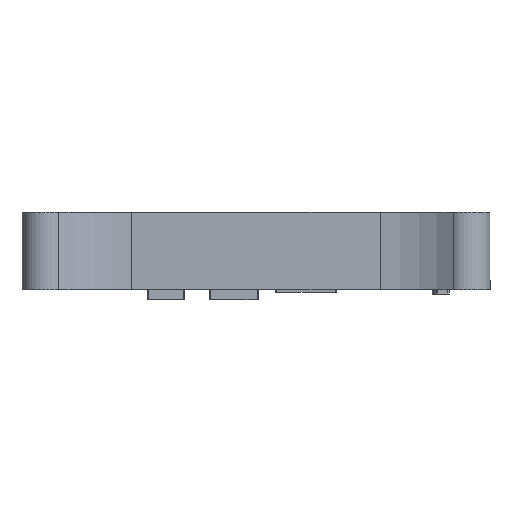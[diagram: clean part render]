
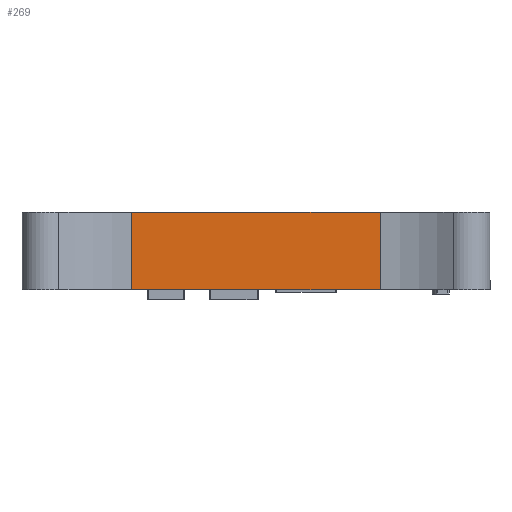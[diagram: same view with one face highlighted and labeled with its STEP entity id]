
A CAD part, front view. The second image highlights one B-rep face of the part: STEP entity #269.
In plain terms, the highlighted planar face has unit normal (0, -1, 0).
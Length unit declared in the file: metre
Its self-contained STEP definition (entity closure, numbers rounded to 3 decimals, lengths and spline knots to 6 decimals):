
#269 = ADVANCED_FACE( '', ( #617 ), #618, .T. );
#617 = FACE_OUTER_BOUND( '', #1054, .T. );
#618 = PLANE( '', #1055 );
#1054 = EDGE_LOOP( '', ( #1854, #1855, #1856, #1857 ) );
#1055 = AXIS2_PLACEMENT_3D( '', #1858, #1859, #1860 );
#1854 = ORIENTED_EDGE( '', *, *, #2911, .T. );
#1855 = ORIENTED_EDGE( '', *, *, #2851, .T. );
#1856 = ORIENTED_EDGE( '', *, *, #2912, .F. );
#1857 = ORIENTED_EDGE( '', *, *, #2913, .F. );
#1858 = CARTESIAN_POINT( '', ( 0.018097, 0.00127, 0. ) );
#1859 = DIRECTION( '', ( 0., -1., 0. ) );
#1860 = DIRECTION( '', ( 0., 0., -1. ) );
#2851 = EDGE_CURVE( '', #3535, #3537, #3539, .T. );
#2911 = EDGE_CURVE( '', #3623, #3535, #3624, .T. );
#2912 = EDGE_CURVE( '', #3625, #3537, #3626, .T. );
#2913 = EDGE_CURVE( '', #3623, #3625, #3627, .T. );
#3535 = VERTEX_POINT( '', #4422 );
#3537 = VERTEX_POINT( '', #4424 );
#3539 = LINE( '', #4426, #4427 );
#3623 = VERTEX_POINT( '', #4538 );
#3624 = LINE( '', #4539, #4540 );
#3625 = VERTEX_POINT( '', #4541 );
#3626 = LINE( '', #4542, #4543 );
#3627 = LINE( '', #4544, #4545 );
#4422 = CARTESIAN_POINT( '', ( 0.069659, 0.00127, -0.016078 ) );
#4424 = CARTESIAN_POINT( '', ( 0.069659, 0.00127, 0. ) );
#4426 = CARTESIAN_POINT( '', ( 0.069659, 0.00127, -0.006769 ) );
#4427 = VECTOR( '', #5258, 1. );
#4538 = CARTESIAN_POINT( '', ( 0.018097, 0.00127, -0.016078 ) );
#4539 = CARTESIAN_POINT( '', ( 0.021955, 0.00127, -0.016078 ) );
#4540 = VECTOR( '', #5331, 1. );
#4541 = CARTESIAN_POINT( '', ( 0.018097, 0.00127, 0. ) );
#4542 = CARTESIAN_POINT( '', ( 0.043878, 0.00127, 0. ) );
#4543 = VECTOR( '', #5332, 1. );
#4544 = CARTESIAN_POINT( '', ( 0.018097, 0.00127, -0.008039 ) );
#4545 = VECTOR( '', #5333, 1. );
#5258 = DIRECTION( '', ( 0., 0., 1. ) );
#5331 = DIRECTION( '', ( 1., 0., 0. ) );
#5332 = DIRECTION( '', ( 1., 0., 0. ) );
#5333 = DIRECTION( '', ( 0., 0., 1. ) );
